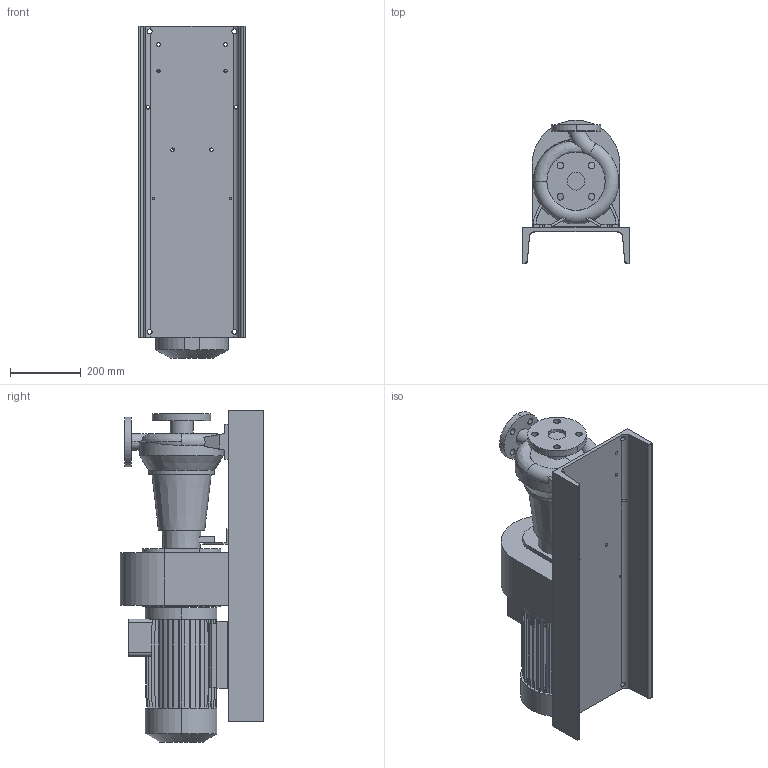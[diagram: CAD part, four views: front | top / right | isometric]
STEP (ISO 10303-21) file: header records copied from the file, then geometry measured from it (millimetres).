
FILE_DESCRIPTION (( 'STEP AP203' ), '1' );
FILE_NAME ('10018071swa00.step', '2023-07-07T12:26:45', ( '' ), ( '' ), 'SwSTEP 2.0', 'SolidWorks 2020', '' );
FILE_SCHEMA (( 'CONFIG_CONTROL_DESIGN' ));
Length unit declared in the file: millimetre
Products named in the file (5): 10018071swa00; 10018097swp00_MCG 15 32L-160 100; 10017783swp00_32L-160; 10018072swp00_100L; 10012573swp00_130
Assembly tree (4 placements, depth 2):
  10018071swa00
    10017783swp00_32L-160
    10018097swp00_MCG 15 32L-160 100
    10018072swp00_100L
    10012573swp00_130
Bounding box: 300 x 405 x 939 mm (x, y, z)
Volume: 36880200.6 mm3; surface area: 2196041.6 mm2
Topology: 10 solids, 10 shells, 568 faces, 1600 edges, 1063 vertices
Faces by surface type: plane 397, cylinder 152, cone 11, torus 6, bspline 2
Entity records: 20349 total; most frequent: CARTESIAN_POINT 4832, ORIENTED_EDGE 3200, DIRECTION 3010, EDGE_CURVE 1600, LINE 1200, VECTOR 1200, VERTEX_POINT 1063, AXIS2_PLACEMENT_3D 905
